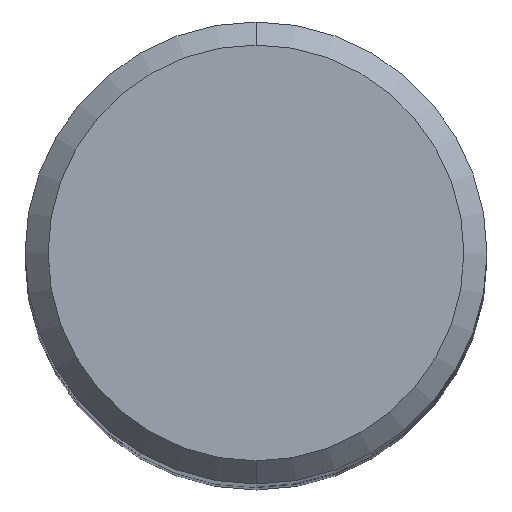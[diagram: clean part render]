
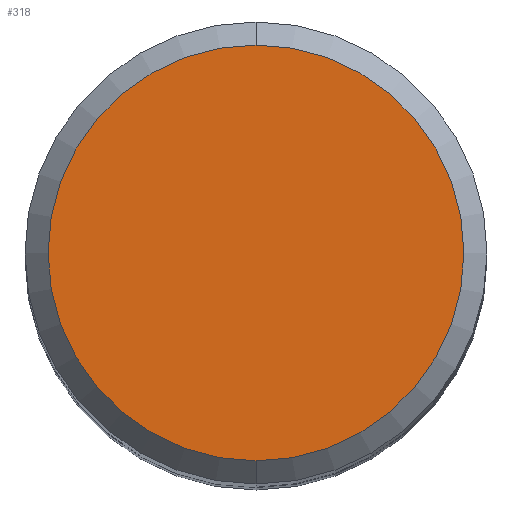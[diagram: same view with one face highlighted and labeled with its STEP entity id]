
A CAD part, top view. The second image highlights one B-rep face of the part: STEP entity #318.
In plain terms, the highlighted planar face has unit normal (0, 0, 1).
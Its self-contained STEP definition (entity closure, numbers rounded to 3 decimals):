
#220=EDGE_CURVE('',#342,#284,#498,.T.);
#284=VERTEX_POINT('',#569);
#318=ADVANCED_FACE('',(#610),#611,.T.);
#320=EDGE_CURVE('',#284,#342,#613,.T.);
#342=VERTEX_POINT('',#638);
#498=CIRCLE('',#905,4.5);
#569=CARTESIAN_POINT('',(0.0,4.5,0.0));
#610=FACE_OUTER_BOUND('',#1095,.T.);
#611=PLANE('',#1096);
#613=CIRCLE('',#1099,4.5);
#638=CARTESIAN_POINT('',(0.,-4.5,0.0));
#905=AXIS2_PLACEMENT_3D('',#1391,#1392,#1393);
#1095=EDGE_LOOP('',(#1530,#1531));
#1096=AXIS2_PLACEMENT_3D('',#1532,#1533,#1534);
#1099=AXIS2_PLACEMENT_3D('',#1535,#1536,#1537);
#1391=CARTESIAN_POINT('',(0.0,0.0,0.0));
#1392=DIRECTION('',(0.0,0.0,-1.0));
#1393=DIRECTION('',(0.0,1.0,0.0));
#1530=ORIENTED_EDGE('',*,*,#320,.F.);
#1531=ORIENTED_EDGE('',*,*,#220,.F.);
#1532=CARTESIAN_POINT('',(0.0,2.25,0.0));
#1533=DIRECTION('',(-0.0,0.0,1.0));
#1534=DIRECTION('',(0.0,-1.0,0.0));
#1535=CARTESIAN_POINT('',(0.0,0.0,0.0));
#1536=DIRECTION('',(0.0,0.0,-1.0));
#1537=DIRECTION('',(0.0,1.0,0.0));
